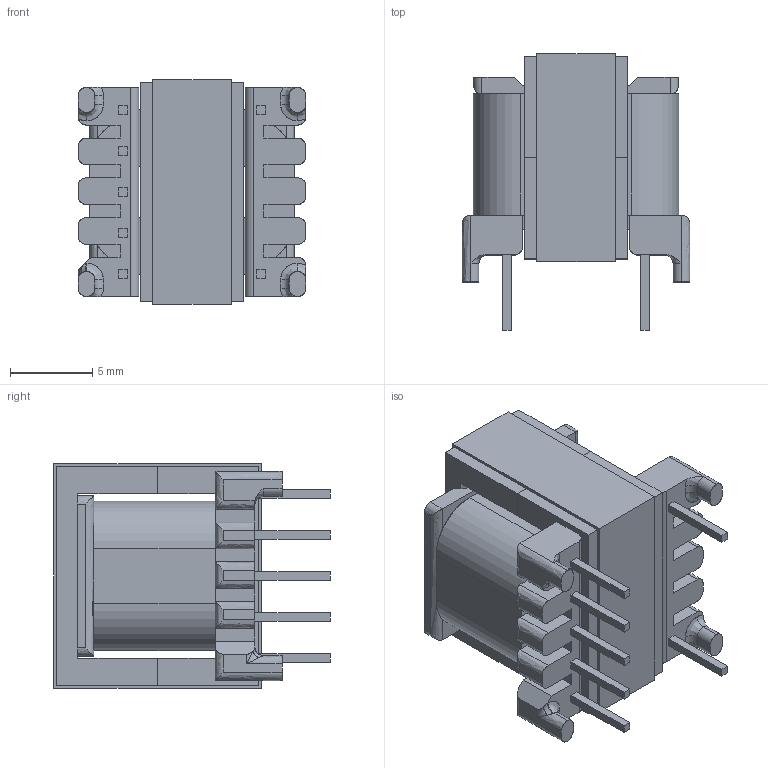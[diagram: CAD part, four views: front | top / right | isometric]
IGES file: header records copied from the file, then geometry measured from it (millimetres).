
Start section: SolidWorks IGES file using analytic representation for surfaces
Global section: file name: EE13-6-6_2860_MP7-8-9.IGS; native system: SolidWorks 2017; preprocessor: SolidWorks 2017; author: toby.kangas; date: 210506.162503; units: inch
Bounding box: 13.82 x 16.78 x 13.63 mm (x, y, z)
Surface area: 3144.3 mm2 (no closed solid volume)
Topology: 0 solids, 0 shells, 240 faces, 1773 edges, 1772 vertices
Faces by surface type: bspline 171, revolution 69
